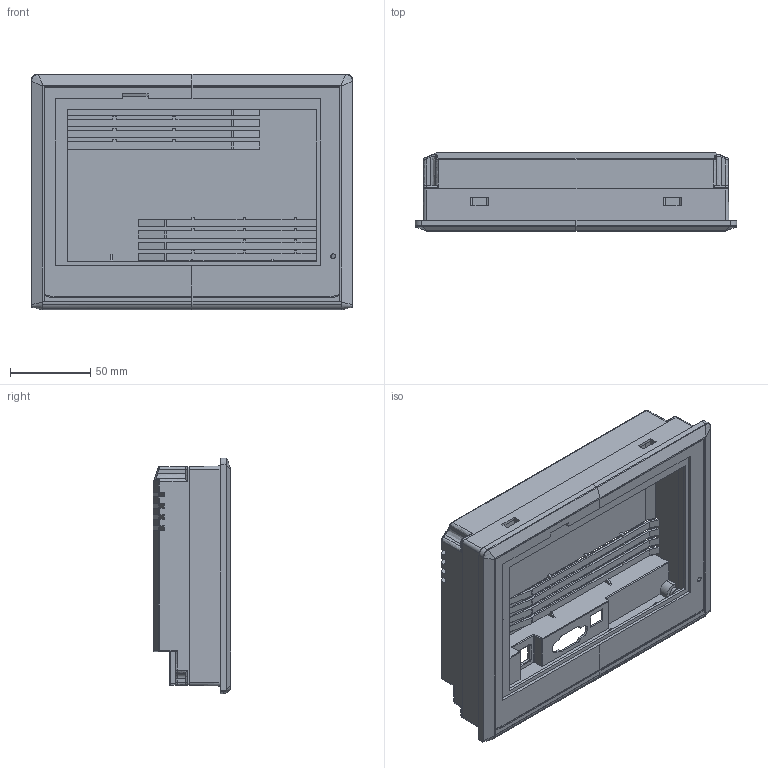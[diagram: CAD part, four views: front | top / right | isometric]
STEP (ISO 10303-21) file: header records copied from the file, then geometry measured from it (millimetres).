
FILE_DESCRIPTION(/* description */ (''),/* implementation_level */ '2;1');
FILE_NAME(/* name */ 'TG765-ET',/* time_stamp */ '2020-10-27T11:37:24+08:00',/* author */ (''),/* organization */ (''),/* preprocessor_version */ 'ST-DEVELOPER v15',/* originating_system */ '',/* authorisation */ '');
FILE_SCHEMA (('AUTOMOTIVE_DESIGN'));
Length unit declared in the file: millimetre
Products named in the file (1): Document
Bounding box: 200.4 x 48.5 x 146.9 mm (x, y, z)
Volume: 89087.3 mm3; surface area: 172171.3 mm2
Topology: 37 solids, 45 shells, 1540 faces, 4247 edges, 2763 vertices
Faces by surface type: plane 1145, bspline 395
Entity records: 53495 total; most frequent: CARTESIAN_POINT 26139, ORIENTED_EDGE 8431, EDGE_CURVE 4239, B_SPLINE_CURVE_WITH_KNOTS 3538, VERTEX_POINT 2763, EDGE_LOOP 1616, ADVANCED_FACE 1540, FACE_OUTER_BOUND 1540
